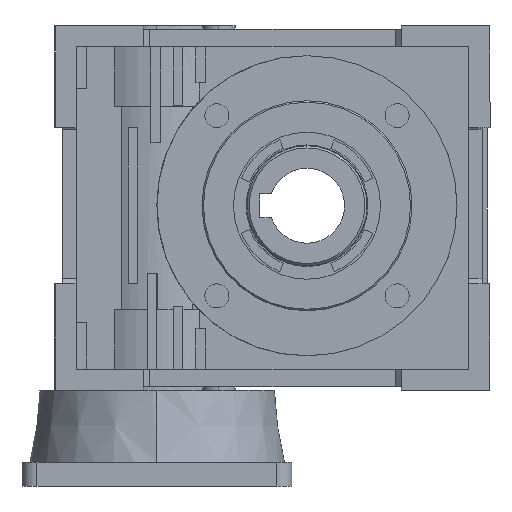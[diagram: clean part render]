
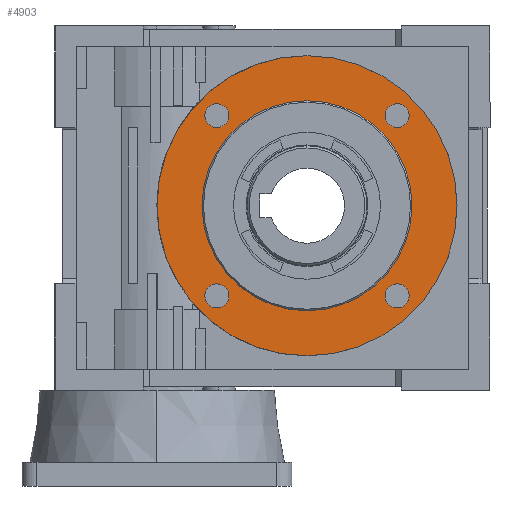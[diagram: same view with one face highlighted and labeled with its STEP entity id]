
A CAD part, left-side view. The second image highlights one B-rep face of the part: STEP entity #4903.
In plain terms, the highlighted planar face has unit normal (-1, 0, 0).
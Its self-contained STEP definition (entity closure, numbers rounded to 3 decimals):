
#34 = CARTESIAN_POINT ( 'NONE',  ( -43.5, -30.052, -26.052 ) ) ;
#266 = DIRECTION ( 'NONE',  ( -1., 0., 0. ) ) ;
#800 = DIRECTION ( 'NONE',  ( 0., 0., -1. ) ) ;
#1020 = CARTESIAN_POINT ( 'NONE',  ( -43.5, 30.052, 30.052 ) ) ;
#1346 = PLANE ( 'NONE',  #6948 ) ;
#1502 = EDGE_LOOP ( 'NONE', ( #22342, #10460 ) ) ;
#1547 = AXIS2_PLACEMENT_3D ( 'NONE', #14951, #2972, #11630 ) ;
#1575 = CIRCLE ( 'NONE', #1547, 4. ) ;
#1632 = CARTESIAN_POINT ( 'NONE',  ( -43.5, -30.052, 30.052 ) ) ;
#1662 = AXIS2_PLACEMENT_3D ( 'NONE', #7375, #13975, #3679 ) ;
#1799 = EDGE_CURVE ( 'NONE', #19337, #4596, #7858, .T. ) ;
#1872 = AXIS2_PLACEMENT_3D ( 'NONE', #2191, #17806, #14484 ) ;
#2191 = CARTESIAN_POINT ( 'NONE',  ( -43.5, -30.052, -30.052 ) ) ;
#2315 = EDGE_CURVE ( 'NONE', #5520, #16390, #3644, .T. ) ;
#2333 = AXIS2_PLACEMENT_3D ( 'NONE', #7577, #19600, #21337 ) ;
#2660 = DIRECTION ( 'NONE',  ( 1., 0., 0. ) ) ;
#2773 = CIRCLE ( 'NONE', #15982, 35. ) ;
#2972 = DIRECTION ( 'NONE',  ( 1., 0., 0. ) ) ;
#3420 = CIRCLE ( 'NONE', #8620, 50.01 ) ;
#3575 = CARTESIAN_POINT ( 'NONE',  ( -43.5, 30.052, -30.052 ) ) ;
#3644 = CIRCLE ( 'NONE', #7888, 4. ) ;
#3679 = DIRECTION ( 'NONE',  ( 0., 0., -1. ) ) ;
#3902 = ORIENTED_EDGE ( 'NONE', *, *, #19373, .T. ) ;
#4048 = CIRCLE ( 'NONE', #2333, 4. ) ;
#4102 = EDGE_CURVE ( 'NONE', #16390, #5520, #7333, .T. ) ;
#4267 = CARTESIAN_POINT ( 'NONE',  ( -43.5, 30.052, 26.052 ) ) ;
#4442 = DIRECTION ( 'NONE',  ( 0., 0., -1. ) ) ;
#4596 = VERTEX_POINT ( 'NONE', #4267 ) ;
#4695 = CIRCLE ( 'NONE', #4830, 4. ) ;
#4781 = CIRCLE ( 'NONE', #21292, 4. ) ;
#4830 = AXIS2_PLACEMENT_3D ( 'NONE', #3575, #17135, #8491 ) ;
#4903 = ADVANCED_FACE ( 'NONE', ( #16698, #15884, #5683, #18319, #14812, #13195 ), #1346, .T. ) ;
#4916 = DIRECTION ( 'NONE',  ( 0., 1., 0. ) ) ;
#5100 = DIRECTION ( 'NONE',  ( -1., 0., 0. ) ) ;
#5219 = EDGE_CURVE ( 'NONE', #17520, #16163, #1575, .T. ) ;
#5326 = CARTESIAN_POINT ( 'NONE',  ( -43.5, 0., 0. ) ) ;
#5520 = VERTEX_POINT ( 'NONE', #5863 ) ;
#5683 = FACE_BOUND ( 'NONE', #18099, .T. ) ;
#5851 = ORIENTED_EDGE ( 'NONE', *, *, #16093, .F. ) ;
#5863 = CARTESIAN_POINT ( 'NONE',  ( -43.5, -30.052, 26.052 ) ) ;
#6593 = EDGE_CURVE ( 'NONE', #8486, #18616, #11727, .T. ) ;
#6948 = AXIS2_PLACEMENT_3D ( 'NONE', #10520, #15708, #17325 ) ;
#6979 = VERTEX_POINT ( 'NONE', #34 ) ;
#7333 = CIRCLE ( 'NONE', #12942, 4. ) ;
#7375 = CARTESIAN_POINT ( 'NONE',  ( -43.5, 0., 0. ) ) ;
#7577 = CARTESIAN_POINT ( 'NONE',  ( -43.5, -30.052, -30.052 ) ) ;
#7858 = CIRCLE ( 'NONE', #16074, 4. ) ;
#7888 = AXIS2_PLACEMENT_3D ( 'NONE', #14969, #16796, #4916 ) ;
#7912 = EDGE_CURVE ( 'NONE', #21439, #17921, #2773, .T. ) ;
#7963 = ORIENTED_EDGE ( 'NONE', *, *, #7912, .F. ) ;
#8486 = VERTEX_POINT ( 'NONE', #20692 ) ;
#8491 = DIRECTION ( 'NONE',  ( 0., -1., 0. ) ) ;
#8620 = AXIS2_PLACEMENT_3D ( 'NONE', #21580, #19699, #12914 ) ;
#9082 = CARTESIAN_POINT ( 'NONE',  ( -43.5, 30.052, 34.052 ) ) ;
#9565 = ORIENTED_EDGE ( 'NONE', *, *, #5219, .T. ) ;
#10190 = ORIENTED_EDGE ( 'NONE', *, *, #4102, .T. ) ;
#10332 = EDGE_LOOP ( 'NONE', ( #9565, #14921 ) ) ;
#10381 = ORIENTED_EDGE ( 'NONE', *, *, #20533, .T. ) ;
#10460 = ORIENTED_EDGE ( 'NONE', *, *, #6593, .F. ) ;
#10520 = CARTESIAN_POINT ( 'NONE',  ( -43.5, 0., 0. ) ) ;
#10715 = ORIENTED_EDGE ( 'NONE', *, *, #2315, .T. ) ;
#11013 = CARTESIAN_POINT ( 'NONE',  ( -43.5, 0., -35. ) ) ;
#11630 = DIRECTION ( 'NONE',  ( 0., -1., 0. ) ) ;
#11727 = CIRCLE ( 'NONE', #1662, 50.01 ) ;
#11833 = CARTESIAN_POINT ( 'NONE',  ( -43.5, 0., 0. ) ) ;
#11955 = EDGE_CURVE ( 'NONE', #16163, #17520, #4695, .T. ) ;
#12025 = DIRECTION ( 'NONE',  ( 0., 1., 0. ) ) ;
#12760 = CARTESIAN_POINT ( 'NONE',  ( -43.5, 30.052, 30.052 ) ) ;
#12914 = DIRECTION ( 'NONE',  ( 0., 0., -1. ) ) ;
#12942 = AXIS2_PLACEMENT_3D ( 'NONE', #1632, #15405, #12025 ) ;
#13195 = FACE_BOUND ( 'NONE', #19653, .T. ) ;
#13336 = CIRCLE ( 'NONE', #20242, 35. ) ;
#13768 = CARTESIAN_POINT ( 'NONE',  ( -43.5, 0., -50.01 ) ) ;
#13882 = ORIENTED_EDGE ( 'NONE', *, *, #17910, .T. ) ;
#13951 = CARTESIAN_POINT ( 'NONE',  ( -43.5, 30.052, -34.052 ) ) ;
#13975 = DIRECTION ( 'NONE',  ( 1., 0., 0. ) ) ;
#14484 = DIRECTION ( 'NONE',  ( 0., 0., 1. ) ) ;
#14612 = VERTEX_POINT ( 'NONE', #15507 ) ;
#14717 = DIRECTION ( 'NONE',  ( 1., 0., 0. ) ) ;
#14812 = FACE_BOUND ( 'NONE', #10332, .T. ) ;
#14901 = CARTESIAN_POINT ( 'NONE',  ( -43.5, -30.052, 34.052 ) ) ;
#14921 = ORIENTED_EDGE ( 'NONE', *, *, #11955, .T. ) ;
#14951 = CARTESIAN_POINT ( 'NONE',  ( -43.5, 30.052, -30.052 ) ) ;
#14969 = CARTESIAN_POINT ( 'NONE',  ( -43.5, -30.052, 30.052 ) ) ;
#15131 = ORIENTED_EDGE ( 'NONE', *, *, #1799, .T. ) ;
#15405 = DIRECTION ( 'NONE',  ( 1., 0., 0. ) ) ;
#15507 = CARTESIAN_POINT ( 'NONE',  ( -43.5, -30.052, -34.052 ) ) ;
#15708 = DIRECTION ( 'NONE',  ( -1., 0., 0. ) ) ;
#15746 = DIRECTION ( 'NONE',  ( 0., 0., 1. ) ) ;
#15884 = FACE_BOUND ( 'NONE', #17365, .T. ) ;
#15982 = AXIS2_PLACEMENT_3D ( 'NONE', #5326, #266, #15746 ) ;
#16074 = AXIS2_PLACEMENT_3D ( 'NONE', #12760, #2660, #800 ) ;
#16093 = EDGE_CURVE ( 'NONE', #17921, #21439, #13336, .T. ) ;
#16163 = VERTEX_POINT ( 'NONE', #13951 ) ;
#16390 = VERTEX_POINT ( 'NONE', #14901 ) ;
#16698 = FACE_BOUND ( 'NONE', #21756, .T. ) ;
#16758 = CIRCLE ( 'NONE', #1872, 4. ) ;
#16796 = DIRECTION ( 'NONE',  ( 1., 0., 0. ) ) ;
#17060 = DIRECTION ( 'NONE',  ( 0., 0., 1. ) ) ;
#17135 = DIRECTION ( 'NONE',  ( 1., 0., 0. ) ) ;
#17325 = DIRECTION ( 'NONE',  ( 0., 0., -1. ) ) ;
#17365 = EDGE_LOOP ( 'NONE', ( #3902, #13882 ) ) ;
#17520 = VERTEX_POINT ( 'NONE', #18341 ) ;
#17806 = DIRECTION ( 'NONE',  ( 1., 0., 0. ) ) ;
#17910 = EDGE_CURVE ( 'NONE', #14612, #6979, #16758, .T. ) ;
#17921 = VERTEX_POINT ( 'NONE', #11013 ) ;
#18099 = EDGE_LOOP ( 'NONE', ( #15131, #10381 ) ) ;
#18319 = FACE_OUTER_BOUND ( 'NONE', #1502, .T. ) ;
#18341 = CARTESIAN_POINT ( 'NONE',  ( -43.5, 30.052, -26.052 ) ) ;
#18616 = VERTEX_POINT ( 'NONE', #13768 ) ;
#19337 = VERTEX_POINT ( 'NONE', #9082 ) ;
#19373 = EDGE_CURVE ( 'NONE', #6979, #14612, #4048, .T. ) ;
#19600 = DIRECTION ( 'NONE',  ( 1., 0., 0. ) ) ;
#19653 = EDGE_LOOP ( 'NONE', ( #10190, #10715 ) ) ;
#19699 = DIRECTION ( 'NONE',  ( 1., 0., 0. ) ) ;
#20242 = AXIS2_PLACEMENT_3D ( 'NONE', #11833, #5100, #17060 ) ;
#20498 = EDGE_CURVE ( 'NONE', #18616, #8486, #3420, .T. ) ;
#20533 = EDGE_CURVE ( 'NONE', #4596, #19337, #4781, .T. ) ;
#20692 = CARTESIAN_POINT ( 'NONE',  ( -43.5, 0., 50.01 ) ) ;
#21292 = AXIS2_PLACEMENT_3D ( 'NONE', #1020, #14717, #4442 ) ;
#21337 = DIRECTION ( 'NONE',  ( 0., 0., 1. ) ) ;
#21415 = CARTESIAN_POINT ( 'NONE',  ( -43.5, 0., 35. ) ) ;
#21439 = VERTEX_POINT ( 'NONE', #21415 ) ;
#21580 = CARTESIAN_POINT ( 'NONE',  ( -43.5, 0., 0. ) ) ;
#21756 = EDGE_LOOP ( 'NONE', ( #5851, #7963 ) ) ;
#22342 = ORIENTED_EDGE ( 'NONE', *, *, #20498, .F. ) ;
